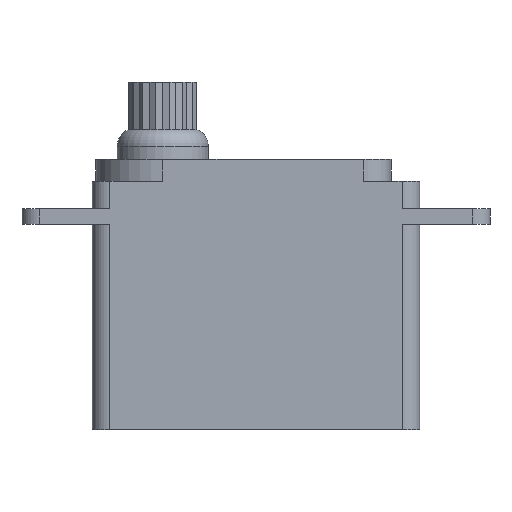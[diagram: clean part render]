
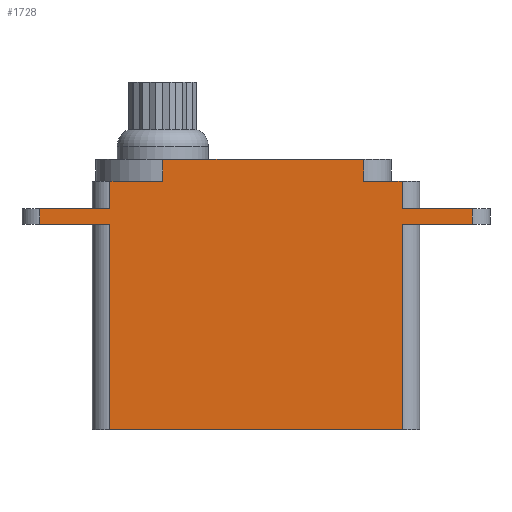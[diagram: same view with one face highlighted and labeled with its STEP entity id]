
A CAD part, front view. The second image highlights one B-rep face of the part: STEP entity #1728.
In plain terms, the highlighted planar face has unit normal (0, -1, 0).
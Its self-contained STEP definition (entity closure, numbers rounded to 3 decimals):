
#26 = LINE ( 'NONE', #1190, #962 ) ;
#51 = DIRECTION ( 'NONE',  ( 1., 0., 0. ) ) ;
#52 = VERTEX_POINT ( 'NONE', #1711 ) ;
#70 = CARTESIAN_POINT ( 'NONE',  ( -5.3, 0., 7.05 ) ) ;
#90 = LINE ( 'NONE', #1002, #2087 ) ;
#129 = EDGE_CURVE ( 'NONE', #2173, #361, #376, .T. ) ;
#142 = DIRECTION ( 'NONE',  ( 1., 0., 0. ) ) ;
#162 = CARTESIAN_POINT ( 'NONE',  ( -5.3, 0., 8.3 ) ) ;
#179 = EDGE_CURVE ( 'NONE', #2064, #2453, #1381, .T. ) ;
#185 = VECTOR ( 'NONE', #1744, 1000. ) ;
#195 = CARTESIAN_POINT ( 'NONE',  ( 6.12, 0., 8.3 ) ) ;
#215 = DIRECTION ( 'NONE',  ( 0., 0., -1. ) ) ;
#217 = LINE ( 'NONE', #1580, #1213 ) ;
#222 = DIRECTION ( 'NONE',  ( 0., 0., 1. ) ) ;
#240 = ORIENTED_EDGE ( 'NONE', *, *, #809, .T. ) ;
#241 = CARTESIAN_POINT ( 'NONE',  ( 8.3, 0., 0. ) ) ;
#329 = VECTOR ( 'NONE', #761, 1000. ) ;
#345 = VECTOR ( 'NONE', #687, 1000. ) ;
#361 = VERTEX_POINT ( 'NONE', #1018 ) ;
#367 = VECTOR ( 'NONE', #1420, 1000. ) ;
#376 = LINE ( 'NONE', #241, #2412 ) ;
#397 = CARTESIAN_POINT ( 'NONE',  ( -8.3, 0., -7.05 ) ) ;
#413 = VERTEX_POINT ( 'NONE', #1063 ) ;
#423 = ORIENTED_EDGE ( 'NONE', *, *, #1982, .T. ) ;
#466 = DIRECTION ( 'NONE',  ( 0., 1., 0. ) ) ;
#467 = EDGE_CURVE ( 'NONE', #1228, #1588, #2269, .T. ) ;
#488 = ORIENTED_EDGE ( 'NONE', *, *, #129, .T. ) ;
#492 = LINE ( 'NONE', #1038, #2529 ) ;
#493 = VECTOR ( 'NONE', #1104, 1000. ) ;
#568 = CARTESIAN_POINT ( 'NONE',  ( -9.3, 0., 7.05 ) ) ;
#582 = EDGE_CURVE ( 'NONE', #2552, #1163, #1996, .T. ) ;
#668 = CARTESIAN_POINT ( 'NONE',  ( 6.12, 0., 8.3 ) ) ;
#676 = CARTESIAN_POINT ( 'NONE',  ( -12.3, 0., 5.51 ) ) ;
#687 = DIRECTION ( 'NONE',  ( 1., 0., 0. ) ) ;
#692 = EDGE_CURVE ( 'NONE', #2455, #52, #1765, .T. ) ;
#695 = CARTESIAN_POINT ( 'NONE',  ( 6.12, 0., 7.05 ) ) ;
#731 = CARTESIAN_POINT ( 'NONE',  ( -9.3, 0., 4.61 ) ) ;
#741 = EDGE_CURVE ( 'NONE', #361, #413, #90, .T. ) ;
#761 = DIRECTION ( 'NONE',  ( 1., 0., 0. ) ) ;
#771 = ORIENTED_EDGE ( 'NONE', *, *, #692, .F. ) ;
#774 = EDGE_CURVE ( 'NONE', #1119, #1163, #1026, .T. ) ;
#809 = EDGE_CURVE ( 'NONE', #1228, #52, #26, .T. ) ;
#832 = ORIENTED_EDGE ( 'NONE', *, *, #1113, .F. ) ;
#846 = EDGE_CURVE ( 'NONE', #2173, #912, #1968, .T. ) ;
#847 = CARTESIAN_POINT ( 'NONE',  ( -8.3, 0., 5.51 ) ) ;
#897 = ORIENTED_EDGE ( 'NONE', *, *, #582, .T. ) ;
#912 = VERTEX_POINT ( 'NONE', #397 ) ;
#930 = LINE ( 'NONE', #568, #345 ) ;
#934 = VECTOR ( 'NONE', #2153, 1000. ) ;
#962 = VECTOR ( 'NONE', #1194, 1000. ) ;
#969 = DIRECTION ( 'NONE',  ( 1., 0., 0. ) ) ;
#1002 = CARTESIAN_POINT ( 'NONE',  ( 9.3, 0., 4.61 ) ) ;
#1018 = CARTESIAN_POINT ( 'NONE',  ( 8.3, 0., 4.61 ) ) ;
#1021 = ORIENTED_EDGE ( 'NONE', *, *, #741, .T. ) ;
#1026 = LINE ( 'NONE', #1085, #493 ) ;
#1038 = CARTESIAN_POINT ( 'NONE',  ( -12.3, 0., 4.61 ) ) ;
#1056 = DIRECTION ( 'NONE',  ( 0., 0., -1. ) ) ;
#1060 = CARTESIAN_POINT ( 'NONE',  ( -5.3, 0., 8.3 ) ) ;
#1063 = CARTESIAN_POINT ( 'NONE',  ( 12.3, 0., 4.61 ) ) ;
#1085 = CARTESIAN_POINT ( 'NONE',  ( -9.3, 0., 5.51 ) ) ;
#1104 = DIRECTION ( 'NONE',  ( 1., 0., 0. ) ) ;
#1105 = VECTOR ( 'NONE', #215, 1000. ) ;
#1106 = CARTESIAN_POINT ( 'NONE',  ( 8.3, 0., -7.05 ) ) ;
#1113 = EDGE_CURVE ( 'NONE', #2552, #2012, #930, .T. ) ;
#1119 = VERTEX_POINT ( 'NONE', #676 ) ;
#1163 = VERTEX_POINT ( 'NONE', #847 ) ;
#1190 = CARTESIAN_POINT ( 'NONE',  ( 8.3, 0., 0. ) ) ;
#1194 = DIRECTION ( 'NONE',  ( 0., 0., 1. ) ) ;
#1210 = VECTOR ( 'NONE', #142, 1000. ) ;
#1213 = VECTOR ( 'NONE', #1593, 1000. ) ;
#1228 = VERTEX_POINT ( 'NONE', #1606 ) ;
#1249 = PLANE ( 'NONE',  #1730 ) ;
#1300 = ORIENTED_EDGE ( 'NONE', *, *, #2390, .F. ) ;
#1304 = CARTESIAN_POINT ( 'NONE',  ( 0., 0., 0. ) ) ;
#1381 = LINE ( 'NONE', #162, #2299 ) ;
#1399 = CARTESIAN_POINT ( 'NONE',  ( -9.3, 0., -7.05 ) ) ;
#1411 = EDGE_CURVE ( 'NONE', #2064, #2012, #1999, .T. ) ;
#1420 = DIRECTION ( 'NONE',  ( -1., 0., 0. ) ) ;
#1460 = CARTESIAN_POINT ( 'NONE',  ( -8.3, 0., 7.05 ) ) ;
#1470 = DIRECTION ( 'NONE',  ( 0., 0., 1. ) ) ;
#1475 = VECTOR ( 'NONE', #2493, 1000. ) ;
#1501 = ORIENTED_EDGE ( 'NONE', *, *, #2471, .T. ) ;
#1525 = EDGE_CURVE ( 'NONE', #1664, #912, #217, .T. ) ;
#1570 = ORIENTED_EDGE ( 'NONE', *, *, #2070, .T. ) ;
#1580 = CARTESIAN_POINT ( 'NONE',  ( -8.3, 0., 0. ) ) ;
#1588 = VERTEX_POINT ( 'NONE', #1708 ) ;
#1593 = DIRECTION ( 'NONE',  ( 0., 0., -1. ) ) ;
#1603 = EDGE_LOOP ( 'NONE', ( #2287, #240, #771, #1300, #1849, #2345, #832, #897, #1966, #423, #1501, #2017, #2526, #488, #1021, #1570 ) ) ;
#1606 = CARTESIAN_POINT ( 'NONE',  ( 8.3, 0., 5.51 ) ) ;
#1643 = LINE ( 'NONE', #195, #1105 ) ;
#1664 = VERTEX_POINT ( 'NONE', #2486 ) ;
#1708 = CARTESIAN_POINT ( 'NONE',  ( 12.3, 0., 5.51 ) ) ;
#1711 = CARTESIAN_POINT ( 'NONE',  ( 8.3, 0., 7.05 ) ) ;
#1728 = ADVANCED_FACE ( 'NONE', ( #2405 ), #1249, .F. ) ;
#1730 = AXIS2_PLACEMENT_3D ( 'NONE', #1304, #466, #1470 ) ;
#1739 = CARTESIAN_POINT ( 'NONE',  ( 9.3, 0., 5.51 ) ) ;
#1744 = DIRECTION ( 'NONE',  ( 1., 0., 0. ) ) ;
#1765 = LINE ( 'NONE', #2496, #1210 ) ;
#1849 = ORIENTED_EDGE ( 'NONE', *, *, #179, .F. ) ;
#1867 = LINE ( 'NONE', #2280, #2363 ) ;
#1966 = ORIENTED_EDGE ( 'NONE', *, *, #774, .F. ) ;
#1968 = LINE ( 'NONE', #1399, #367 ) ;
#1982 = EDGE_CURVE ( 'NONE', #1119, #2095, #492, .T. ) ;
#1996 = LINE ( 'NONE', #2143, #934 ) ;
#1999 = LINE ( 'NONE', #2481, #1475 ) ;
#2012 = VERTEX_POINT ( 'NONE', #70 ) ;
#2017 = ORIENTED_EDGE ( 'NONE', *, *, #1525, .T. ) ;
#2064 = VERTEX_POINT ( 'NONE', #1060 ) ;
#2070 = EDGE_CURVE ( 'NONE', #413, #1588, #1867, .T. ) ;
#2077 = CARTESIAN_POINT ( 'NONE',  ( -12.3, 0., 4.61 ) ) ;
#2087 = VECTOR ( 'NONE', #969, 1000. ) ;
#2095 = VERTEX_POINT ( 'NONE', #2077 ) ;
#2143 = CARTESIAN_POINT ( 'NONE',  ( -8.3, 0., 0. ) ) ;
#2153 = DIRECTION ( 'NONE',  ( 0., 0., -1. ) ) ;
#2173 = VERTEX_POINT ( 'NONE', #1106 ) ;
#2269 = LINE ( 'NONE', #1739, #185 ) ;
#2280 = CARTESIAN_POINT ( 'NONE',  ( 12.3, 0., 5.51 ) ) ;
#2287 = ORIENTED_EDGE ( 'NONE', *, *, #467, .F. ) ;
#2299 = VECTOR ( 'NONE', #51, 1000. ) ;
#2345 = ORIENTED_EDGE ( 'NONE', *, *, #1411, .T. ) ;
#2363 = VECTOR ( 'NONE', #2474, 1000. ) ;
#2390 = EDGE_CURVE ( 'NONE', #2453, #2455, #1643, .T. ) ;
#2405 = FACE_OUTER_BOUND ( 'NONE', #1603, .T. ) ;
#2412 = VECTOR ( 'NONE', #222, 1000. ) ;
#2413 = LINE ( 'NONE', #731, #329 ) ;
#2453 = VERTEX_POINT ( 'NONE', #668 ) ;
#2455 = VERTEX_POINT ( 'NONE', #695 ) ;
#2471 = EDGE_CURVE ( 'NONE', #2095, #1664, #2413, .T. ) ;
#2474 = DIRECTION ( 'NONE',  ( 0., 0., 1. ) ) ;
#2481 = CARTESIAN_POINT ( 'NONE',  ( -5.3, 0., 8.3 ) ) ;
#2486 = CARTESIAN_POINT ( 'NONE',  ( -8.3, 0., 4.61 ) ) ;
#2493 = DIRECTION ( 'NONE',  ( 0., 0., -1. ) ) ;
#2496 = CARTESIAN_POINT ( 'NONE',  ( -9.3, 0., 7.05 ) ) ;
#2526 = ORIENTED_EDGE ( 'NONE', *, *, #846, .F. ) ;
#2529 = VECTOR ( 'NONE', #1056, 1000. ) ;
#2552 = VERTEX_POINT ( 'NONE', #1460 ) ;
